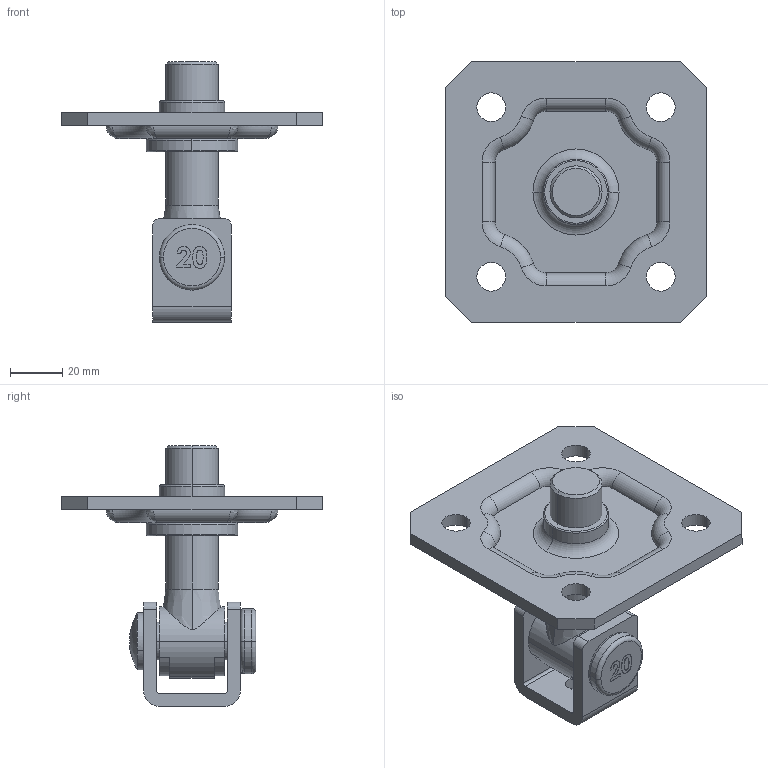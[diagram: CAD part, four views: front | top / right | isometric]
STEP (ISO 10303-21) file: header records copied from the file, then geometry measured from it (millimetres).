
FILE_DESCRIPTION (( 'STEP AP203' ), '1' );
FILE_NAME ('162-M20.STEP', '2019-09-05T13:47:34', ( '' ), ( '' ), 'SwSTEP 2.0', 'SolidWorks 2015', '' );
FILE_SCHEMA (( 'CONFIG_CONTROL_DESIGN' ));
Length unit declared in the file: millimetre
Products named in the file (6): 162-MXX Teil2_162-M20 Teil2; 162-MXX Teil5_162-M20 Teil4; 162-MXX Teil4_162-M20 Teil4; 162-M20; 162-MXX Teil1_162-M20 Teil1; 162-MXX Teil3_162-M20 Teil3
Assembly tree (5 placements, depth 2):
  162-M20
    162-MXX Teil3_162-M20 Teil3
    162-MXX Teil2_162-M20 Teil2
    162-MXX Teil4_162-M20 Teil4
    162-MXX Teil5_162-M20 Teil4
    162-MXX Teil1_162-M20 Teil1
Bounding box: 100 x 100 x 100 mm (x, y, z)
Volume: 105827.3 mm3; surface area: 44903.3 mm2
Topology: 5 solids, 5 shells, 531 faces, 1441 edges, 941 vertices
Faces by surface type: plane 319, bspline 102, cylinder 64, torus 30, cone 14, sphere 2
Entity records: 23335 total; most frequent: CARTESIAN_POINT 10111, ORIENTED_EDGE 2862, DIRECTION 2263, EDGE_CURVE 1431, VERTEX_POINT 941, LINE 853, VECTOR 853, AXIS2_PLACEMENT_3D 705
